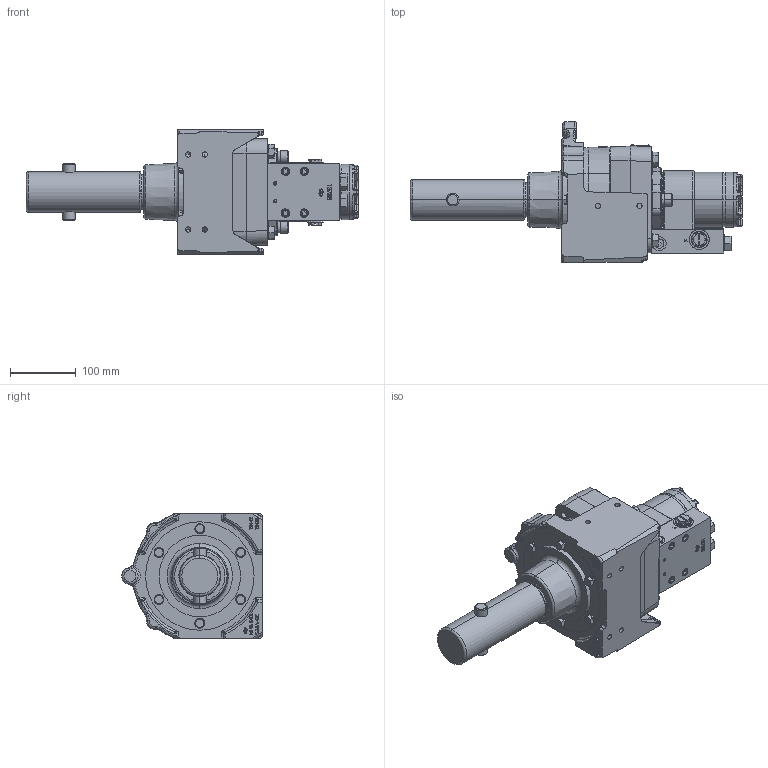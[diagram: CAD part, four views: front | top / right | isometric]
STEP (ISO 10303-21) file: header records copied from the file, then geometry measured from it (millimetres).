
FILE_DESCRIPTION((''),'2;1');
FILE_NAME('TWG-TEMP','2020-10-19T02:56:53',('Administrator'),(''),'CREO PARAMETRIC BY PTC INC, 2019030','CREO PARAMETRIC BY PTC INC, 2019030','');
FILE_SCHEMA(('AUTOMOTIVE_DESIGN { 1 0 10303 214 1 1 1 1 }'));
Products named in the file (1): TWG-TEMP
Bounding box: 505.52 x 214.31 x 188.9 mm (x, y, z)
Volume: 24371.3 mm3; surface area: 397600.4 mm2
Topology: 1 solids, 79 shells, 1845 faces, 6141 edges, 4187 vertices
Faces by surface type: plane 684, cylinder 553, torus 249, bspline 165, cone 88, extrusion 76, sphere 30
Entity records: 104719 total; most frequent: CARTESIAN_POINT 42564, ORIENTED_EDGE 9585, DIRECTION 9103, EDGE_CURVE 6008, VERTEX_POINT 4187, AXIS2_PLACEMENT_3D 3064, VECTOR 2972, LINE 2896
